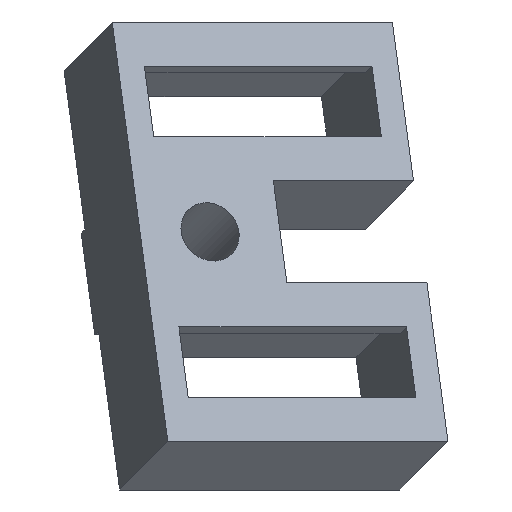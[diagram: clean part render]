
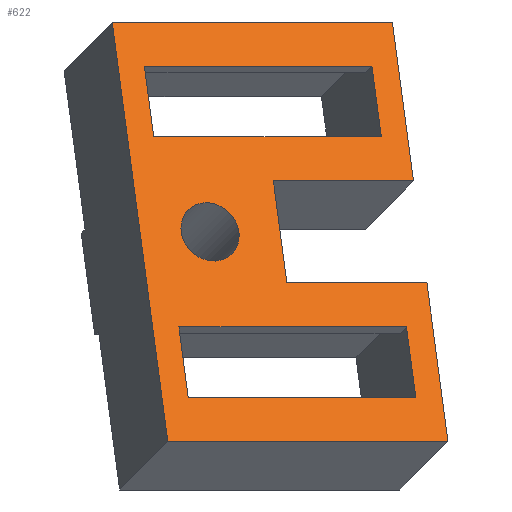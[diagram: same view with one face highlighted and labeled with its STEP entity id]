
A CAD part, front view. The second image highlights one B-rep face of the part: STEP entity #622.
In plain terms, the highlighted planar face has unit normal (0.342, -0.875, 0.342).
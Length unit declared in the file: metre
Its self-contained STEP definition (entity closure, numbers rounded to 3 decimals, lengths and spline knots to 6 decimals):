
#13=CIRCLE('',#653,0.00165);
#162=ORIENTED_EDGE('',*,*,#194,.F.);
#163=ORIENTED_EDGE('',*,*,#265,.F.);
#164=ORIENTED_EDGE('',*,*,#205,.F.);
#165=ORIENTED_EDGE('',*,*,#266,.T.);
#166=ORIENTED_EDGE('',*,*,#263,.F.);
#167=ORIENTED_EDGE('',*,*,#217,.T.);
#168=ORIENTED_EDGE('',*,*,#264,.T.);
#169=ORIENTED_EDGE('',*,*,#250,.T.);
#170=ORIENTED_EDGE('',*,*,#222,.F.);
#171=ORIENTED_EDGE('',*,*,#252,.T.);
#172=ORIENTED_EDGE('',*,*,#242,.T.);
#173=ORIENTED_EDGE('',*,*,#239,.T.);
#174=ORIENTED_EDGE('',*,*,#234,.F.);
#175=ORIENTED_EDGE('',*,*,#232,.F.);
#176=ORIENTED_EDGE('',*,*,#230,.F.);
#177=ORIENTED_EDGE('',*,*,#228,.F.);
#178=ORIENTED_EDGE('',*,*,#246,.T.);
#194=EDGE_CURVE('',#278,#279,#334,.T.);
#205=EDGE_CURVE('',#287,#288,#345,.T.);
#217=EDGE_CURVE('',#298,#297,#357,.T.);
#222=EDGE_CURVE('',#301,#302,#362,.T.);
#228=EDGE_CURVE('',#302,#306,#368,.T.);
#230=EDGE_CURVE('',#306,#307,#370,.T.);
#232=EDGE_CURVE('',#307,#308,#372,.T.);
#234=EDGE_CURVE('',#308,#309,#374,.T.);
#239=EDGE_CURVE('',#313,#309,#379,.T.);
#242=EDGE_CURVE('',#315,#313,#382,.T.);
#246=EDGE_CURVE('',#318,#318,#13,.T.);
#250=EDGE_CURVE('',#322,#321,#388,.T.);
#252=EDGE_CURVE('',#301,#315,#390,.T.);
#263=EDGE_CURVE('',#298,#321,#401,.T.);
#264=EDGE_CURVE('',#297,#322,#402,.T.);
#265=EDGE_CURVE('',#288,#278,#403,.T.);
#266=EDGE_CURVE('',#287,#279,#404,.T.);
#278=VERTEX_POINT('',#845);
#279=VERTEX_POINT('',#847);
#287=VERTEX_POINT('',#867);
#288=VERTEX_POINT('',#869);
#297=VERTEX_POINT('',#891);
#298=VERTEX_POINT('',#893);
#301=VERTEX_POINT('',#902);
#302=VERTEX_POINT('',#904);
#306=VERTEX_POINT('',#915);
#307=VERTEX_POINT('',#919);
#308=VERTEX_POINT('',#923);
#309=VERTEX_POINT('',#927);
#313=VERTEX_POINT('',#937);
#315=VERTEX_POINT('',#943);
#318=VERTEX_POINT('',#951);
#321=VERTEX_POINT('',#958);
#322=VERTEX_POINT('',#960);
#334=LINE('',#846,#416);
#345=LINE('',#868,#427);
#357=LINE('',#892,#439);
#362=LINE('',#903,#444);
#368=LINE('',#914,#450);
#370=LINE('',#918,#452);
#372=LINE('',#922,#454);
#374=LINE('',#926,#456);
#379=LINE('',#936,#461);
#382=LINE('',#942,#464);
#388=LINE('',#959,#470);
#390=LINE('',#963,#472);
#401=LINE('',#983,#483);
#402=LINE('',#985,#484);
#403=LINE('',#987,#485);
#404=LINE('',#989,#486);
#416=VECTOR('',#687,1.);
#427=VECTOR('',#702,1.);
#439=VECTOR('',#718,1.);
#444=VECTOR('',#727,1.);
#450=VECTOR('',#735,1.);
#452=VECTOR('',#739,1.);
#454=VECTOR('',#743,1.);
#456=VECTOR('',#747,1.);
#461=VECTOR('',#754,1.);
#464=VECTOR('',#759,1.);
#470=VECTOR('',#773,1.);
#472=VECTOR('',#777,1.);
#483=VECTOR('',#806,1.);
#484=VECTOR('',#809,1.);
#485=VECTOR('',#812,1.);
#486=VECTOR('',#815,1.);
#520=EDGE_LOOP('',(#162,#163,#164,#165));
#521=EDGE_LOOP('',(#166,#167,#168,#169));
#522=EDGE_LOOP('',(#170,#171,#172,#173,#174,#175,#176,#177));
#523=EDGE_LOOP('',(#178));
#558=FACE_BOUND('',#520,.T.);
#559=FACE_BOUND('',#521,.T.);
#560=FACE_BOUND('',#522,.T.);
#561=FACE_BOUND('',#523,.T.);
#591=PLANE('',#668);
#622=ADVANCED_FACE('',(#558,#559,#560,#561),#591,.T.);
#653=AXIS2_PLACEMENT_3D('',#950,#766,#767);
#668=AXIS2_PLACEMENT_3D('',#990,#816,#817);
#687=DIRECTION('',(-0.124,0.319,0.94));
#702=DIRECTION('',(0.124,-0.319,-0.94));
#718=DIRECTION('',(-0.124,0.319,0.94));
#727=DIRECTION('',(-0.124,0.319,0.94));
#735=DIRECTION('',(0.931,0.364,0.));
#739=DIRECTION('',(0.124,-0.319,-0.94));
#743=DIRECTION('',(-0.931,-0.364,0.));
#747=DIRECTION('',(0.124,-0.319,-0.94));
#754=DIRECTION('',(-0.931,-0.364,0.));
#759=DIRECTION('',(-0.124,0.319,0.94));
#766=DIRECTION('',(-0.342,0.875,-0.342));
#767=DIRECTION('',(0.,0.364,0.931));
#773=DIRECTION('',(0.124,-0.319,-0.94));
#777=DIRECTION('',(0.931,0.364,0.));
#806=DIRECTION('',(0.931,0.364,0.));
#809=DIRECTION('',(0.931,0.364,0.));
#812=DIRECTION('',(0.931,0.364,0.));
#815=DIRECTION('',(0.931,0.364,0.));
#816=DIRECTION('',(0.342,-0.875,0.342));
#817=DIRECTION('',(0.94,0.318,-0.124));
#845=CARTESIAN_POINT('',(0.022813,-0.04961,-0.02844));
#846=CARTESIAN_POINT('',(0.022564,-0.048973,-0.02656));
#847=CARTESIAN_POINT('',(0.022315,-0.048336,-0.024681));
#867=CARTESIAN_POINT('',(0.010206,-0.053066,-0.024681));
#868=CARTESIAN_POINT('',(0.010455,-0.053703,-0.02656));
#869=CARTESIAN_POINT('',(0.010704,-0.05434,-0.02844));
#891=CARTESIAN_POINT('',(0.008368,-0.048362,-0.010805));
#892=CARTESIAN_POINT('',(0.008617,-0.048999,-0.012684));
#893=CARTESIAN_POINT('',(0.008866,-0.049636,-0.014564));
#902=CARTESIAN_POINT('',(0.009618,-0.055683,-0.030789));
#903=CARTESIAN_POINT('',(0.00722,-0.049545,-0.012684));
#904=CARTESIAN_POINT('',(0.00666,-0.048111,-0.008456));
#914=CARTESIAN_POINT('',(0.014112,-0.0452,-0.008456));
#915=CARTESIAN_POINT('',(0.021563,-0.04229,-0.008456));
#918=CARTESIAN_POINT('',(0.022123,-0.043723,-0.012684));
#919=CARTESIAN_POINT('',(0.022683,-0.045157,-0.016913));
#922=CARTESIAN_POINT('',(0.018957,-0.046612,-0.016913));
#923=CARTESIAN_POINT('',(0.015232,-0.048067,-0.016913));
#926=CARTESIAN_POINT('',(0.01559,-0.048986,-0.019622));
#927=CARTESIAN_POINT('',(0.015949,-0.049905,-0.022332));
#936=CARTESIAN_POINT('',(0.019675,-0.048449,-0.022332));
#937=CARTESIAN_POINT('',(0.023401,-0.046994,-0.022332));
#942=CARTESIAN_POINT('',(0.023961,-0.048427,-0.02656));
#943=CARTESIAN_POINT('',(0.024521,-0.049861,-0.030789));
#950=CARTESIAN_POINT('',(0.011865,-0.050441,-0.019622));
#951=CARTESIAN_POINT('',(0.011865,-0.049841,-0.018085));
#958=CARTESIAN_POINT('',(0.020975,-0.044906,-0.014564));
#959=CARTESIAN_POINT('',(0.020726,-0.044269,-0.012684));
#960=CARTESIAN_POINT('',(0.020477,-0.043632,-0.010805));
#963=CARTESIAN_POINT('',(0.017069,-0.052772,-0.030789));
#983=CARTESIAN_POINT('',(0.014921,-0.047271,-0.014564));
#985=CARTESIAN_POINT('',(0.014423,-0.045997,-0.010805));
#987=CARTESIAN_POINT('',(0.016758,-0.051975,-0.02844));
#989=CARTESIAN_POINT('',(0.01626,-0.050701,-0.024681));
#990=CARTESIAN_POINT('',(0.01559,-0.048986,-0.019622));
